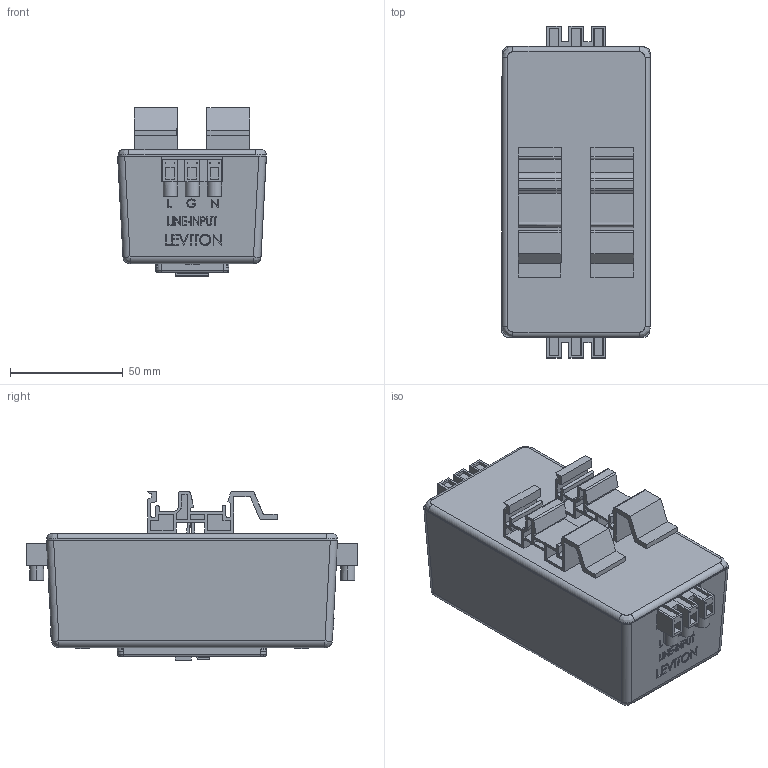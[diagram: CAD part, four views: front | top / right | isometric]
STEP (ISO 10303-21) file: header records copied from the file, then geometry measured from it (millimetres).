
FILE_DESCRIPTION (( 'STEP AP214' ), '1' );
FILE_NAME ('ORC3587-M01.STEP', '2023-07-07T14:37:15', ( '' ), ( '' ), 'SwSTEP 2.0', 'SolidWorks 2020', '' );
FILE_SCHEMA (( 'AUTOMOTIVE_DESIGN' ));
Length unit declared in the file: inch
Products named in the file (1): ORC3587-M01
Bounding box: 65.98 x 147.22 x 74.9 mm (x, y, z)
Volume: 120457.5 mm3; surface area: 98451.1 mm2
Topology: 6 solids, 8 shells, 2856 faces, 7506 edges, 4920 vertices
Faces by surface type: plane 1923, bspline 592, cylinder 298, cone 43
Entity records: 120493 total; most frequent: CARTESIAN_POINT 51008, ORIENTED_EDGE 15012, DIRECTION 10886, EDGE_CURVE 7506, LINE 5192, VECTOR 5192, VERTEX_POINT 4920, EDGE_LOOP 3144
